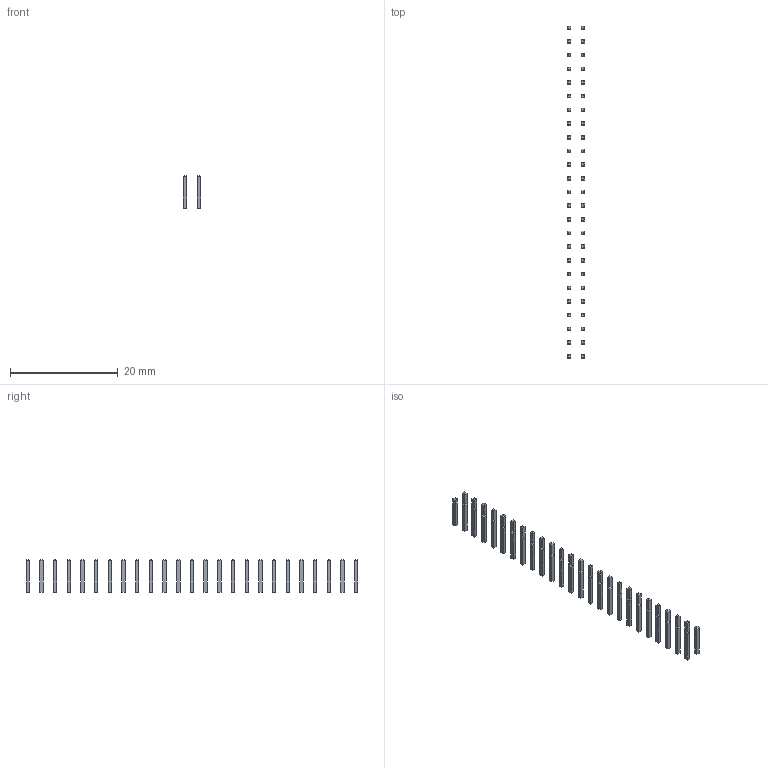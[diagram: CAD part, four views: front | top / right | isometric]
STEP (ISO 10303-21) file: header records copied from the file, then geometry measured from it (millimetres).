
FILE_DESCRIPTION(('FreeCAD Model'),'2;1');
FILE_NAME('Open CASCADE Shape Model','2024-04-13T12:19:10',(''),(''), 'Open CASCADE STEP processor 7.6','FreeCAD','Unknown');
FILE_SCHEMA(('AUTOMOTIVE_DESIGN { 1 0 10303 214 1 1 1 1 }'));
Length unit declared in the file: millimetre
Products named in the file (1): 50pins
Bounding box: 3.18 x 61.6 x 5.99 mm (x, y, z)
Volume: 121.3 mm3; surface area: 793.6 mm2
Topology: 50 solids, 50 shells, 500 faces, 1000 edges, 600 vertices
Faces by surface type: plane 500
Entity records: 25369 total; most frequent: CARTESIAN_POINT 4501, DIRECTION 3602, LINE 2600, VECTOR 2600, ORIENTED_EDGE 2000, PCURVE 2000, DEFINITIONAL_REPRESENTATION 2000, EDGE_CURVE 1000
